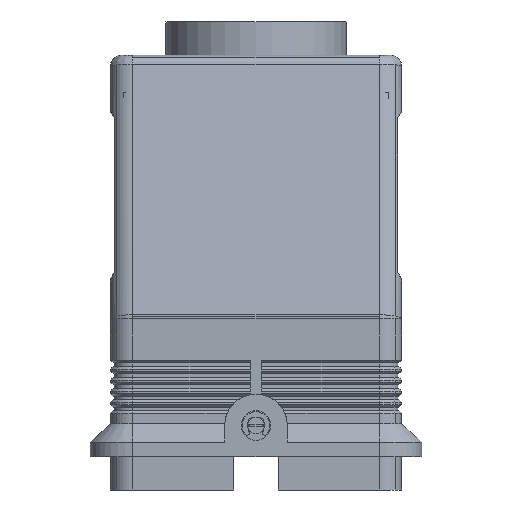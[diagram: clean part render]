
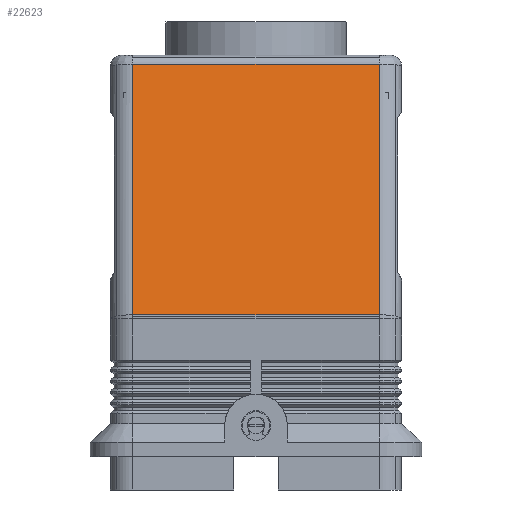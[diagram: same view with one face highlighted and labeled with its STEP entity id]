
A CAD part, left-side view. The second image highlights one B-rep face of the part: STEP entity #22623.
In plain terms, the highlighted planar face has unit normal (-0.984, 0, 0.18).
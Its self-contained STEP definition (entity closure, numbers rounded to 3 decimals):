
#327=CARTESIAN_POINT('',(-60.402,-33.5,47.536));
#328=VERTEX_POINT('',#327);
#336=CARTESIAN_POINT('',(-60.402,33.5,47.536));
#337=VERTEX_POINT('',#336);
#338=CARTESIAN_POINT('',(-60.402,-33.5,47.536));
#339=DIRECTION('',(0.0,1.0,0.0));
#340=VECTOR('',#339,67.);
#341=LINE('',#338,#340);
#342=EDGE_CURVE('',#328,#337,#341,.T.);
#22288=CARTESIAN_POINT('',(-47.95,-33.5,115.54));
#22289=VERTEX_POINT('',#22288);
#22398=CARTESIAN_POINT('',(-47.95,33.5,115.54));
#22399=VERTEX_POINT('',#22398);
#22435=CARTESIAN_POINT('',(-47.95,33.5,115.54));
#22436=DIRECTION('',(0.0,-1.0,0.0));
#22437=VECTOR('',#22436,67.);
#22438=LINE('',#22435,#22437);
#22439=EDGE_CURVE('',#22399,#22289,#22438,.T.);
#22458=CARTESIAN_POINT('',(-60.402,33.5,47.536));
#22459=DIRECTION('',(0.18,0.0,0.984));
#22460=VECTOR('',#22459,69.135);
#22461=LINE('',#22458,#22460);
#22462=EDGE_CURVE('',#337,#22399,#22461,.T.);
#22602=CARTESIAN_POINT('',(-47.95,-33.5,115.54));
#22603=DIRECTION('',(-0.18,0.0,-0.984));
#22604=VECTOR('',#22603,69.135);
#22605=LINE('',#22602,#22604);
#22606=EDGE_CURVE('',#22289,#328,#22605,.T.);
#22612=CARTESIAN_POINT('',(-47.5,0.0,118.0));
#22613=DIRECTION('',(-0.984,0.0,0.18));
#22614=DIRECTION('',(0.18,0.0,0.984));
#22615=AXIS2_PLACEMENT_3D('',#22612,#22613,#22614);
#22616=PLANE('',#22615);
#22617=ORIENTED_EDGE('',*,*,#22439,.F.);
#22618=ORIENTED_EDGE('',*,*,#22462,.F.);
#22619=ORIENTED_EDGE('',*,*,#342,.F.);
#22620=ORIENTED_EDGE('',*,*,#22606,.F.);
#22621=EDGE_LOOP('',(#22617,#22618,#22619,#22620));
#22622=FACE_OUTER_BOUND('',#22621,.T.);
#22623=ADVANCED_FACE('',(#22622),#22616,.T.);
